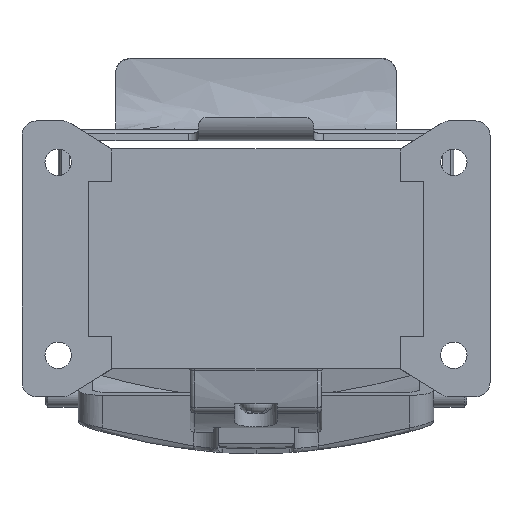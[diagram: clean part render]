
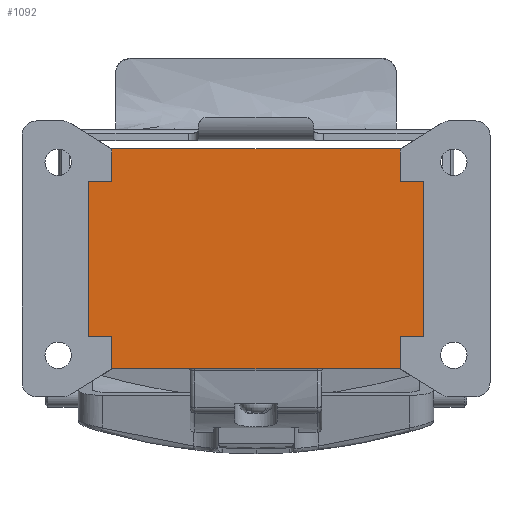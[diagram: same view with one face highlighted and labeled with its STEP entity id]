
A CAD part, front view. The second image highlights one B-rep face of the part: STEP entity #1092.
In plain terms, the highlighted planar face has unit normal (0, -1, 0).
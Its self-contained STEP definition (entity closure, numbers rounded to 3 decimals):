
#22 = FACE_OUTER_BOUND ( 'NONE', #3422, .T. ) ;
#271 = CARTESIAN_POINT ( 'NONE',  ( 31.825, -56.92, 16.064 ) ) ;
#413 = CARTESIAN_POINT ( 'NONE',  ( 31.825, -56.92, 16.064 ) ) ;
#460 = AXIS2_PLACEMENT_3D ( 'NONE', #15743, #7929, #17068 ) ;
#582 = CARTESIAN_POINT ( 'NONE',  ( 28.6, -56.92, 21.978 ) ) ;
#915 = VERTEX_POINT ( 'NONE', #9211 ) ;
#969 = ORIENTED_EDGE ( 'NONE', *, *, #7565, .F. ) ;
#1092 = ADVANCED_FACE ( 'NONE', ( #22 ), #7857, .F. ) ;
#1182 = VECTOR ( 'NONE', #16804, 1000. ) ;
#1344 = LINE ( 'NONE', #3399, #16141 ) ;
#1352 = VERTEX_POINT ( 'NONE', #11278 ) ;
#1922 = DIRECTION ( 'NONE',  ( 0.848, 0., 0.529 ) ) ;
#1940 = VERTEX_POINT ( 'NONE', #11552 ) ;
#2144 = DIRECTION ( 'NONE',  ( -1., 0., 0. ) ) ;
#2345 = CARTESIAN_POINT ( 'NONE',  ( 31.825, -56.92, 22.804 ) ) ;
#2378 = VECTOR ( 'NONE', #10814, 1000. ) ;
#2492 = EDGE_CURVE ( 'NONE', #3425, #16023, #3578, .T. ) ;
#3078 = DIRECTION ( 'NONE',  ( 1., 0., 0. ) ) ;
#3142 = VECTOR ( 'NONE', #9678, 1000. ) ;
#3399 = CARTESIAN_POINT ( 'NONE',  ( -34.654, -56.92, 16.81 ) ) ;
#3422 = EDGE_LOOP ( 'NONE', ( #11338, #14708, #7159, #11176, #969, #7898, #4441, #4211, #15809, #6580, #4339, #4622, #13133, #14608 ) ) ;
#3425 = VERTEX_POINT ( 'NONE', #4234 ) ;
#3452 = DIRECTION ( 'NONE',  ( 0., 0., 1. ) ) ;
#3578 = LINE ( 'NONE', #6435, #14040 ) ;
#3694 = EDGE_CURVE ( 'NONE', #1352, #7511, #9729, .T. ) ;
#3831 = EDGE_CURVE ( 'NONE', #4248, #14171, #1344, .T. ) ;
#3993 = VERTEX_POINT ( 'NONE', #4021 ) ;
#4021 = CARTESIAN_POINT ( 'NONE',  ( 29.87, -56.92, 16.064 ) ) ;
#4115 = LINE ( 'NONE', #4635, #7618 ) ;
#4211 = ORIENTED_EDGE ( 'NONE', *, *, #5909, .T. ) ;
#4234 = CARTESIAN_POINT ( 'NONE',  ( 34.654, -56.92, -16.064 ) ) ;
#4248 = VERTEX_POINT ( 'NONE', #10968 ) ;
#4339 = ORIENTED_EDGE ( 'NONE', *, *, #15819, .T. ) ;
#4351 = LINE ( 'NONE', #10915, #11307 ) ;
#4441 = ORIENTED_EDGE ( 'NONE', *, *, #10710, .F. ) ;
#4622 = ORIENTED_EDGE ( 'NONE', *, *, #6089, .T. ) ;
#4635 = CARTESIAN_POINT ( 'NONE',  ( 29.87, -56.92, 16.81 ) ) ;
#4694 = LINE ( 'NONE', #2345, #1182 ) ;
#5166 = DIRECTION ( 'NONE',  ( -1., 0., 0. ) ) ;
#5420 = LINE ( 'NONE', #10044, #15484 ) ;
#5637 = CARTESIAN_POINT ( 'NONE',  ( 29.87, -56.92, -22.804 ) ) ;
#5909 = EDGE_CURVE ( 'NONE', #15882, #10191, #4115, .T. ) ;
#6055 = CARTESIAN_POINT ( 'NONE',  ( 34.654, -56.92, 16.064 ) ) ;
#6089 = EDGE_CURVE ( 'NONE', #3993, #915, #6175, .T. ) ;
#6106 = VECTOR ( 'NONE', #7842, 1000. ) ;
#6175 = LINE ( 'NONE', #7367, #12699 ) ;
#6215 = EDGE_CURVE ( 'NONE', #15585, #1940, #4694, .T. ) ;
#6239 = VECTOR ( 'NONE', #8343, 1000. ) ;
#6340 = LINE ( 'NONE', #10652, #12868 ) ;
#6435 = CARTESIAN_POINT ( 'NONE',  ( 34.654, -56.92, 16.81 ) ) ;
#6545 = CARTESIAN_POINT ( 'NONE',  ( -29.87, -56.92, 16.81 ) ) ;
#6580 = ORIENTED_EDGE ( 'NONE', *, *, #2492, .T. ) ;
#6730 = LINE ( 'NONE', #13029, #10218 ) ;
#7158 = CARTESIAN_POINT ( 'NONE',  ( -29.87, -56.92, 22.77 ) ) ;
#7159 = ORIENTED_EDGE ( 'NONE', *, *, #11814, .F. ) ;
#7367 = CARTESIAN_POINT ( 'NONE',  ( 29.87, -56.92, 16.81 ) ) ;
#7511 = VERTEX_POINT ( 'NONE', #7158 ) ;
#7565 = EDGE_CURVE ( 'NONE', #16081, #4248, #5420, .T. ) ;
#7618 = VECTOR ( 'NONE', #12470, 1000. ) ;
#7842 = DIRECTION ( 'NONE',  ( 0., 0., 1. ) ) ;
#7857 = PLANE ( 'NONE',  #460 ) ;
#7898 = ORIENTED_EDGE ( 'NONE', *, *, #15660, .F. ) ;
#7929 = DIRECTION ( 'NONE',  ( 0., 1., 0. ) ) ;
#8188 = CARTESIAN_POINT ( 'NONE',  ( -29.87, -56.92, -22.804 ) ) ;
#8343 = DIRECTION ( 'NONE',  ( 0., 0., 1. ) ) ;
#8962 = CARTESIAN_POINT ( 'NONE',  ( -29.87, -56.92, -16.064 ) ) ;
#9211 = CARTESIAN_POINT ( 'NONE',  ( 29.87, -56.92, 22.77 ) ) ;
#9254 = VECTOR ( 'NONE', #1922, 1000. ) ;
#9678 = DIRECTION ( 'NONE',  ( 1., 0., 0. ) ) ;
#9682 = CARTESIAN_POINT ( 'NONE',  ( -29.87, -56.92, 16.81 ) ) ;
#9729 = LINE ( 'NONE', #9682, #6239 ) ;
#10044 = CARTESIAN_POINT ( 'NONE',  ( 31.825, -56.92, -16.064 ) ) ;
#10191 = VERTEX_POINT ( 'NONE', #16953 ) ;
#10218 = VECTOR ( 'NONE', #5166, 1000. ) ;
#10652 = CARTESIAN_POINT ( 'NONE',  ( 17.209, -56.92, -6.61 ) ) ;
#10710 = EDGE_CURVE ( 'NONE', #15882, #15800, #6730, .T. ) ;
#10814 = DIRECTION ( 'NONE',  ( -1., 0., 0. ) ) ;
#10915 = CARTESIAN_POINT ( 'NONE',  ( 31.825, -56.92, -16.064 ) ) ;
#10968 = CARTESIAN_POINT ( 'NONE',  ( -34.654, -56.92, -16.064 ) ) ;
#11176 = ORIENTED_EDGE ( 'NONE', *, *, #3831, .F. ) ;
#11278 = CARTESIAN_POINT ( 'NONE',  ( -29.87, -56.92, 16.064 ) ) ;
#11307 = VECTOR ( 'NONE', #3078, 1000. ) ;
#11338 = ORIENTED_EDGE ( 'NONE', *, *, #15415, .F. ) ;
#11552 = CARTESIAN_POINT ( 'NONE',  ( 29.923, -56.92, 22.804 ) ) ;
#11814 = EDGE_CURVE ( 'NONE', #14171, #1352, #13199, .T. ) ;
#12470 = DIRECTION ( 'NONE',  ( 0., 0., 1. ) ) ;
#12646 = CARTESIAN_POINT ( 'NONE',  ( -29.923, -56.92, 22.804 ) ) ;
#12699 = VECTOR ( 'NONE', #3452, 1000. ) ;
#12868 = VECTOR ( 'NONE', #14759, 1000. ) ;
#13029 = CARTESIAN_POINT ( 'NONE',  ( 31.825, -56.92, -22.804 ) ) ;
#13133 = ORIENTED_EDGE ( 'NONE', *, *, #14196, .T. ) ;
#13161 = EDGE_CURVE ( 'NONE', #10191, #3425, #4351, .T. ) ;
#13199 = LINE ( 'NONE', #413, #3142 ) ;
#14040 = VECTOR ( 'NONE', #14267, 1000. ) ;
#14171 = VERTEX_POINT ( 'NONE', #14768 ) ;
#14196 = EDGE_CURVE ( 'NONE', #915, #1940, #16212, .T. ) ;
#14267 = DIRECTION ( 'NONE',  ( 0., 0., 1. ) ) ;
#14608 = ORIENTED_EDGE ( 'NONE', *, *, #6215, .F. ) ;
#14708 = ORIENTED_EDGE ( 'NONE', *, *, #3694, .F. ) ;
#14759 = DIRECTION ( 'NONE',  ( -0.848, 0., 0.529 ) ) ;
#14768 = CARTESIAN_POINT ( 'NONE',  ( -34.654, -56.92, 16.064 ) ) ;
#15177 = DIRECTION ( 'NONE',  ( 0., 0., 1. ) ) ;
#15415 = EDGE_CURVE ( 'NONE', #7511, #15585, #6340, .T. ) ;
#15484 = VECTOR ( 'NONE', #2144, 1000. ) ;
#15585 = VERTEX_POINT ( 'NONE', #12646 ) ;
#15660 = EDGE_CURVE ( 'NONE', #15800, #16081, #16550, .T. ) ;
#15743 = CARTESIAN_POINT ( 'NONE',  ( 31.825, -56.92, 16.81 ) ) ;
#15800 = VERTEX_POINT ( 'NONE', #8188 ) ;
#15809 = ORIENTED_EDGE ( 'NONE', *, *, #13161, .T. ) ;
#15819 = EDGE_CURVE ( 'NONE', #16023, #3993, #15908, .T. ) ;
#15882 = VERTEX_POINT ( 'NONE', #5637 ) ;
#15908 = LINE ( 'NONE', #271, #2378 ) ;
#16023 = VERTEX_POINT ( 'NONE', #6055 ) ;
#16081 = VERTEX_POINT ( 'NONE', #8962 ) ;
#16141 = VECTOR ( 'NONE', #15177, 1000. ) ;
#16212 = LINE ( 'NONE', #582, #9254 ) ;
#16550 = LINE ( 'NONE', #6545, #6106 ) ;
#16804 = DIRECTION ( 'NONE',  ( 1., 0., 0. ) ) ;
#16953 = CARTESIAN_POINT ( 'NONE',  ( 29.87, -56.92, -16.064 ) ) ;
#17068 = DIRECTION ( 'NONE',  ( 0., 0., 1. ) ) ;
